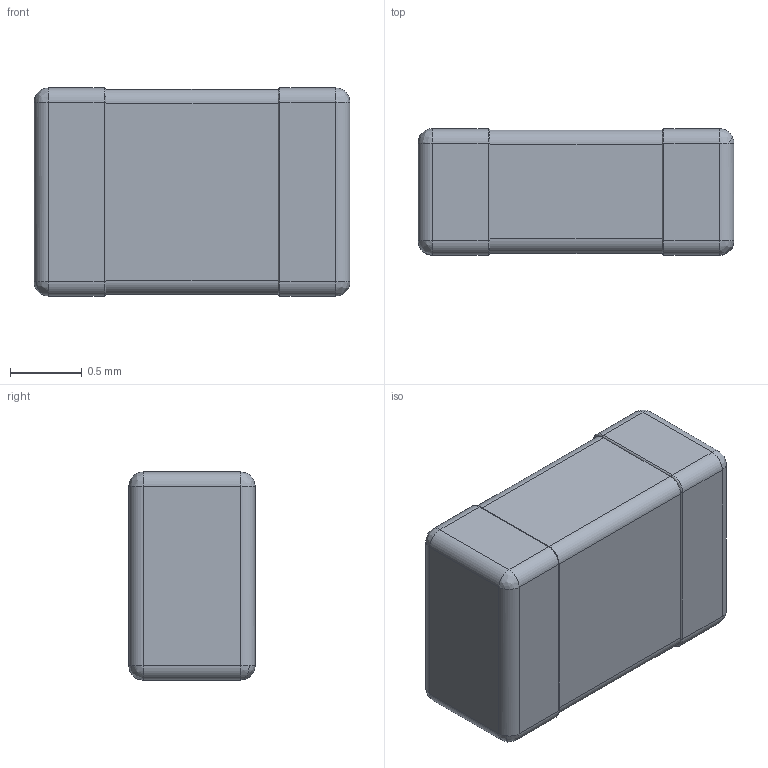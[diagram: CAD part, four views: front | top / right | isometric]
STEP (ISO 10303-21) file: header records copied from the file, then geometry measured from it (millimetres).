
FILE_DESCRIPTION (( 'STEP AP214' ), '1' );
FILE_NAME ('User Library-74553.STEP', '2022-02-19T16:40:24', ( '' ), ( '' ), 'SwSTEP 2.0', 'SolidWorks 2021', '' );
FILE_SCHEMA (( 'AUTOMOTIVE_DESIGN' ));
Length unit declared in the file: millimetre
Products named in the file (1): User Library-74553
Bounding box: 2.2 x 0.88 x 1.45 mm (x, y, z)
Volume: 2.7 mm3; surface area: 23.1 mm2
Topology: 3 solids, 3 shells, 122 faces, 278 edges, 150 vertices
Faces by surface type: cylinder 52, bspline 44, plane 26
Entity records: 5302 total; most frequent: CARTESIAN_POINT 1379, DIRECTION 538, ORIENTED_EDGE 532, EDGE_CURVE 266, AXIS2_PLACEMENT_3D 217, VERTEX_POINT 150, CIRCLE 138, UNCERTAINTY_MEASURE_WITH_UNIT 127
